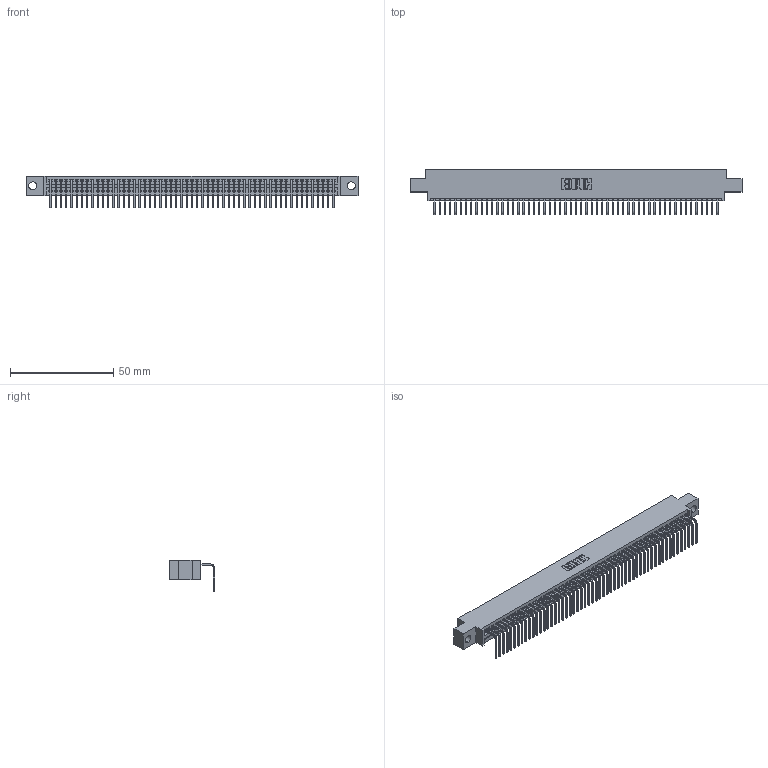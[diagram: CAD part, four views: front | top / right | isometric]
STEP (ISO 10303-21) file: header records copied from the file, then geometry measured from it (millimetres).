
FILE_DESCRIPTION (( 'STEP AP203' ), '1' );
FILE_NAME ('395-055-558-604.STEP', '2018-11-22T00:41:59', ( '' ), ( '' ), 'SwSTEP 2.0', 'SolidWorks 2016', '' );
FILE_SCHEMA (( 'CONFIG_CONTROL_DESIGN' ));
Length unit declared in the file: inch
Products named in the file (3): 345 Part_0.170 Offset - 0.156 Dia-TH; 345-292-001_558 Tail - 2; 395-055-558-604
Assembly tree (56 placements, depth 2):
  395-055-558-604
    345 Part_0.170 Offset - 0.156 Dia-TH
    345-292-001_558 Tail - 2  x55
Bounding box: 160.91 x 21.83 x 15.37 mm (x, y, z)
Volume: 15371.8 mm3; surface area: 21616.5 mm2
Topology: 56 solids, 56 shells, 3430 faces, 10363 edges, 6834 vertices
Faces by surface type: plane 2394, cylinder 1036
Entity records: 39863 total; most frequent: CARTESIAN_POINT 6913, ORIENTED_EDGE 6902, DIRECTION 6017, EDGE_CURVE 3451, LINE 3099, VECTOR 3099, VERTEX_POINT 2298, AXIS2_PLACEMENT_3D 1459
